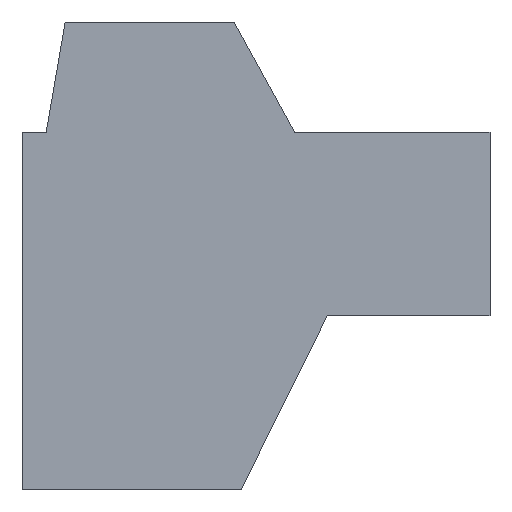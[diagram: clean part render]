
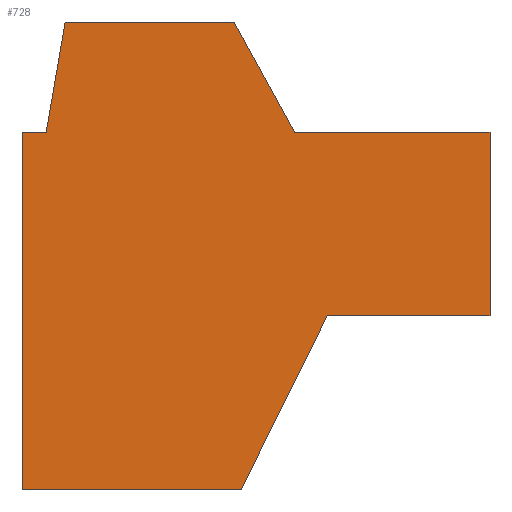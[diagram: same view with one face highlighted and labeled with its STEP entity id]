
A CAD part, left-side view. The second image highlights one B-rep face of the part: STEP entity #728.
In plain terms, the highlighted planar face has unit normal (-1, 0, 0).
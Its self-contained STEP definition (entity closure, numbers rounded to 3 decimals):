
#6 = DIRECTION ( 'NONE',  ( 1., 0., 0. ) ) ;
#10 = CARTESIAN_POINT ( 'NONE',  ( 23., -5., 10. ) ) ;
#19 = LINE ( 'NONE', #976, #401 ) ;
#35 = EDGE_CURVE ( 'NONE', #900, #916, #938, .T. ) ;
#64 = CARTESIAN_POINT ( 'NONE',  ( 23., -5., 10. ) ) ;
#72 = EDGE_CURVE ( 'NONE', #916, #1110, #456, .T. ) ;
#86 = DIRECTION ( 'NONE',  ( 0., 1., 0. ) ) ;
#90 = VERTEX_POINT ( 'NONE', #96 ) ;
#96 = CARTESIAN_POINT ( 'NONE',  ( 23., 12.715, -10. ) ) ;
#100 = DIRECTION ( 'NONE',  ( 0., -1., 0. ) ) ;
#118 = LINE ( 'NONE', #973, #619 ) ;
#134 = EDGE_CURVE ( 'NONE', #1194, #1208, #710, .T. ) ;
#154 = ORIENTED_EDGE ( 'NONE', *, *, #172, .F. ) ;
#156 = DIRECTION ( 'NONE',  ( 0., 0., -1. ) ) ;
#164 = ORIENTED_EDGE ( 'NONE', *, *, #734, .F. ) ;
#169 = CARTESIAN_POINT ( 'NONE',  ( 23., -5., -10. ) ) ;
#172 = EDGE_CURVE ( 'NONE', #327, #1110, #1184, .T. ) ;
#173 = CARTESIAN_POINT ( 'NONE',  ( 23., 46., -29. ) ) ;
#180 = DIRECTION ( 'NONE',  ( 0., -0.444, 0.896 ) ) ;
#204 = DIRECTION ( 'NONE',  ( 0., -1., 0. ) ) ;
#221 = CARTESIAN_POINT ( 'NONE',  ( 23., 16.266, 10. ) ) ;
#245 = VERTEX_POINT ( 'NONE', #173 ) ;
#251 = EDGE_LOOP ( 'NONE', ( #164, #1092, #1011, #429, #832, #1115, #154, #252, #1026, #868 ) ) ;
#252 = ORIENTED_EDGE ( 'NONE', *, *, #411, .F. ) ;
#263 = CARTESIAN_POINT ( 'NONE',  ( 23., 22.118, -29. ) ) ;
#274 = LINE ( 'NONE', #484, #933 ) ;
#288 = EDGE_CURVE ( 'NONE', #245, #902, #652, .T. ) ;
#327 = VERTEX_POINT ( 'NONE', #780 ) ;
#332 = EDGE_CURVE ( 'NONE', #831, #900, #118, .T. ) ;
#361 = DIRECTION ( 'NONE',  ( 0., 0.17, -0.985 ) ) ;
#380 = CARTESIAN_POINT ( 'NONE',  ( 23., 0., 0. ) ) ;
#401 = VECTOR ( 'NONE', #1152, 1000. ) ;
#411 = EDGE_CURVE ( 'NONE', #245, #327, #19, .T. ) ;
#418 = VECTOR ( 'NONE', #736, 1000. ) ;
#429 = ORIENTED_EDGE ( 'NONE', *, *, #332, .T. ) ;
#450 = VECTOR ( 'NONE', #156, 1000. ) ;
#456 = LINE ( 'NONE', #1133, #608 ) ;
#484 = CARTESIAN_POINT ( 'NONE',  ( 23., 12.715, -10. ) ) ;
#504 = DIRECTION ( 'NONE',  ( 0., 0.482, 0.876 ) ) ;
#505 = VECTOR ( 'NONE', #624, 1000. ) ;
#558 = CARTESIAN_POINT ( 'NONE',  ( 23., 43.372, 10. ) ) ;
#608 = VECTOR ( 'NONE', #361, 1000. ) ;
#619 = VECTOR ( 'NONE', #504, 1000. ) ;
#624 = DIRECTION ( 'NONE',  ( 0., -1., 0. ) ) ;
#652 = LINE ( 'NONE', #263, #686 ) ;
#680 = LINE ( 'NONE', #10, #1057 ) ;
#686 = VECTOR ( 'NONE', #100, 1000. ) ;
#695 = CARTESIAN_POINT ( 'NONE',  ( 23., -5., 10. ) ) ;
#710 = LINE ( 'NONE', #812, #450 ) ;
#728 = ADVANCED_FACE ( 'NONE', ( #1140 ), #1123, .F. ) ;
#734 = EDGE_CURVE ( 'NONE', #1208, #90, #1047, .T. ) ;
#736 = DIRECTION ( 'NONE',  ( 0., 1., 0. ) ) ;
#780 = CARTESIAN_POINT ( 'NONE',  ( 23., 46., 10. ) ) ;
#798 = CARTESIAN_POINT ( 'NONE',  ( 23., -5., -10. ) ) ;
#812 = CARTESIAN_POINT ( 'NONE',  ( 23., -5., -10. ) ) ;
#828 = VECTOR ( 'NONE', #86, 1000. ) ;
#831 = VERTEX_POINT ( 'NONE', #221 ) ;
#832 = ORIENTED_EDGE ( 'NONE', *, *, #35, .T. ) ;
#868 = ORIENTED_EDGE ( 'NONE', *, *, #1091, .T. ) ;
#900 = VERTEX_POINT ( 'NONE', #1221 ) ;
#902 = VERTEX_POINT ( 'NONE', #1037 ) ;
#916 = VERTEX_POINT ( 'NONE', #929 ) ;
#929 = CARTESIAN_POINT ( 'NONE',  ( 23., 41.298, 22. ) ) ;
#933 = VECTOR ( 'NONE', #180, 1000. ) ;
#938 = LINE ( 'NONE', #1124, #828 ) ;
#952 = AXIS2_PLACEMENT_3D ( 'NONE', #380, #6, #1025 ) ;
#973 = CARTESIAN_POINT ( 'NONE',  ( 23., 22.874, 22. ) ) ;
#976 = CARTESIAN_POINT ( 'NONE',  ( 23., 46., -10. ) ) ;
#1011 = ORIENTED_EDGE ( 'NONE', *, *, #1062, .F. ) ;
#1025 = DIRECTION ( 'NONE',  ( 0., 0., -1. ) ) ;
#1026 = ORIENTED_EDGE ( 'NONE', *, *, #288, .T. ) ;
#1037 = CARTESIAN_POINT ( 'NONE',  ( 23., 22.118, -29. ) ) ;
#1047 = LINE ( 'NONE', #169, #418 ) ;
#1057 = VECTOR ( 'NONE', #204, 1000. ) ;
#1062 = EDGE_CURVE ( 'NONE', #831, #1194, #680, .T. ) ;
#1091 = EDGE_CURVE ( 'NONE', #902, #90, #274, .T. ) ;
#1092 = ORIENTED_EDGE ( 'NONE', *, *, #134, .F. ) ;
#1110 = VERTEX_POINT ( 'NONE', #558 ) ;
#1115 = ORIENTED_EDGE ( 'NONE', *, *, #72, .T. ) ;
#1123 = PLANE ( 'NONE',  #952 ) ;
#1124 = CARTESIAN_POINT ( 'NONE',  ( 23., 22.874, 22. ) ) ;
#1133 = CARTESIAN_POINT ( 'NONE',  ( 23., 41.298, 22. ) ) ;
#1140 = FACE_OUTER_BOUND ( 'NONE', #251, .T. ) ;
#1152 = DIRECTION ( 'NONE',  ( 0., 0., 1. ) ) ;
#1184 = LINE ( 'NONE', #64, #505 ) ;
#1194 = VERTEX_POINT ( 'NONE', #695 ) ;
#1208 = VERTEX_POINT ( 'NONE', #798 ) ;
#1221 = CARTESIAN_POINT ( 'NONE',  ( 23., 22.874, 22. ) ) ;
